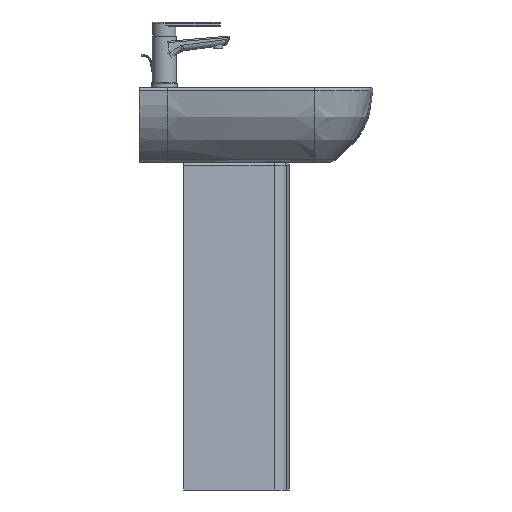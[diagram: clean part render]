
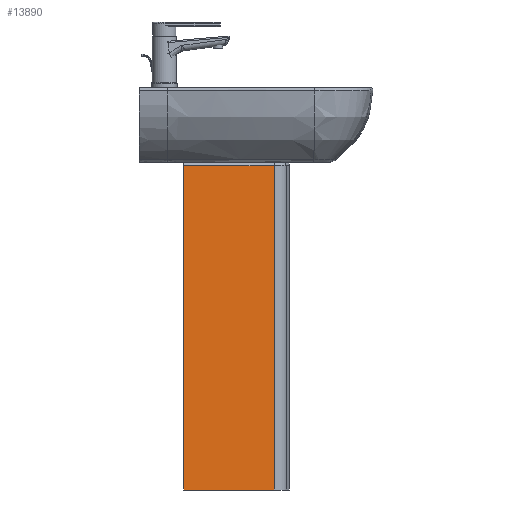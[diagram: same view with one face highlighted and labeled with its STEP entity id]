
A CAD part, left-side view. The second image highlights one B-rep face of the part: STEP entity #13890.
In plain terms, the highlighted planar face has unit normal (-0.996, -0.086, 0).
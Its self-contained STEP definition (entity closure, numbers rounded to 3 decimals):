
#13757=CARTESIAN_POINT('',(-74.495,164.321,693.0));
#13758=VERTEX_POINT('',#13757);
#13759=CARTESIAN_POINT('',(-74.495,164.321,0.));
#13760=VERTEX_POINT('',#13759);
#13761=CARTESIAN_POINT('',(-74.495,164.321,693.0));
#13762=DIRECTION('',(0.0,0.0,-1.0));
#13763=VECTOR('',#13762,693.0);
#13764=LINE('',#13761,#13763);
#13765=EDGE_CURVE('',#13758,#13760,#13764,.T.);
#13860=CARTESIAN_POINT('',(-57.627,-29.189,0.0));
#13861=DIRECTION('',(-0.996,-0.087,0.0));
#13862=DIRECTION('',(0.0,0.0,1.0));
#13863=AXIS2_PLACEMENT_3D('',#13860,#13861,#13862);
#13864=PLANE('',#13863);
#13865=ORIENTED_EDGE('',*,*,#13765,.T.);
#13866=CARTESIAN_POINT('',(-57.627,-29.189,0.0));
#13867=VERTEX_POINT('',#13866);
#13868=CARTESIAN_POINT('',(-74.495,164.321,0.));
#13869=DIRECTION('',(0.087,-0.996,0.));
#13870=VECTOR('',#13869,194.243);
#13871=LINE('',#13868,#13870);
#13872=EDGE_CURVE('',#13760,#13867,#13871,.T.);
#13873=ORIENTED_EDGE('',*,*,#13872,.T.);
#13874=CARTESIAN_POINT('',(-57.627,-29.189,693.0));
#13875=VERTEX_POINT('',#13874);
#13876=CARTESIAN_POINT('',(-57.627,-29.189,0.0));
#13877=DIRECTION('',(0.0,0.0,1.0));
#13878=VECTOR('',#13877,693.0);
#13879=LINE('',#13876,#13878);
#13880=EDGE_CURVE('',#13867,#13875,#13879,.T.);
#13881=ORIENTED_EDGE('',*,*,#13880,.T.);
#13882=CARTESIAN_POINT('',(-74.495,164.321,693.0));
#13883=DIRECTION('',(0.087,-0.996,0.0));
#13884=VECTOR('',#13883,194.243);
#13885=LINE('',#13882,#13884);
#13886=EDGE_CURVE('',#13758,#13875,#13885,.T.);
#13887=ORIENTED_EDGE('',*,*,#13886,.F.);
#13888=EDGE_LOOP('',(#13865,#13873,#13881,#13887));
#13889=FACE_OUTER_BOUND('',#13888,.T.);
#13890=ADVANCED_FACE('',(#13889),#13864,.T.);
